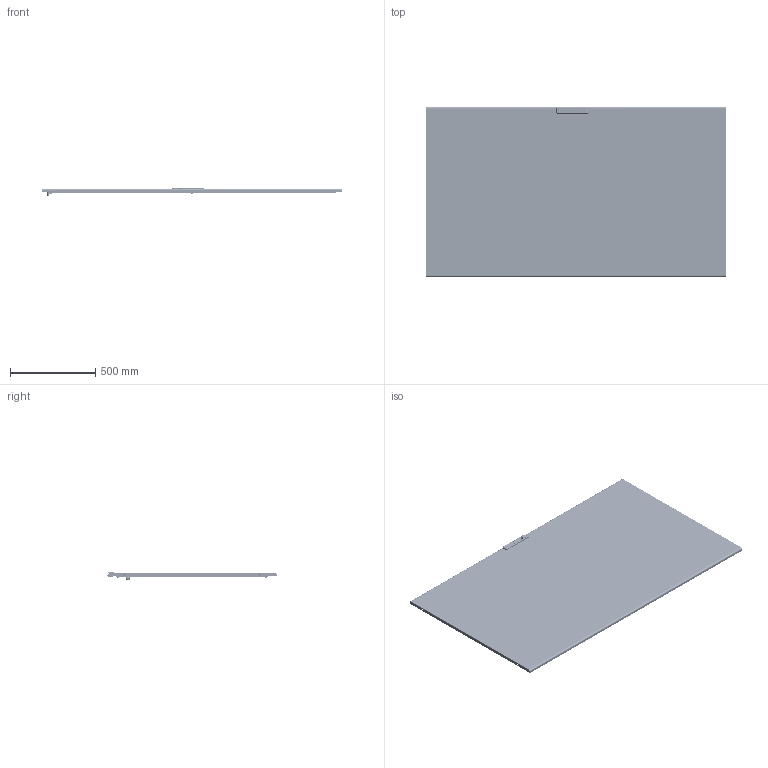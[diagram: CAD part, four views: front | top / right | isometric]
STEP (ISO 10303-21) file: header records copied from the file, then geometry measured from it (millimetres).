
FILE_DESCRIPTION (( 'STEP AP203' ), '1' );
FILE_NAME ('1800x1000.step', '2011-02-16T12:15:34', ( 'User' ), ( 'DKC' ), 'SwSTEP 2.0', 'SolidWorks 2010', '' );
FILE_SCHEMA (( 'CONFIG_CONTROL_DESIGN' ));
Products named in the file (33): AC00C400 Quadro IP55 Guida aste_Default; sealant for sviluppo porta quadro_1800x1000; Montante verticale + Traversa orizzontale interno porta_Montante verticale 1800; Montante verticale + Traversa orizzontale interno porta_Traversa orizzontale-verticale 1000; Sviluppo porta quadro_1800x1000; 1800x1000; Sealing ring; Ingranaggio per cariglione modificated_AC00C388; basetta esterna_AC00C506; Çåðêàëüíî îòðàçèòüterminator for door.SLDPRT1; Çåðêàëüíî îòðàçèòüribattino AC00C377; end-cap_AC00C061; AC00C183_Default; Çåðêàëüíî îòðàçèòüboccola AC00C378; Çåðêàëüíî îòðàçèòüterminator for door.SLDPRT; Tappo_?????; Nut M6_Hexagon Nut ISO - 4034 - M6 - S; Hex Flange Bolt M6x10_ISO 4162 - M6 x 12 x 12-S; terminator for door.SLDPRT; Wood screw 4.2x13_Tapping screw DIN 7049-ST4.2x13-F-H-S; Sostegno autoallineante per porta AC00C446; ribattino AC00C377; land; maniglia RAM BLOCK modificated_AC00C505; hinge AC00C170_Default; RAMBLOCK montata modificated_Default; AC00C184 dado telaio interno porta_Default; ASTINA Inferiore_1800; linguetta_AC00C387; ASTINA Superiore_1800; boccola AC00C378; inserto chiave per maniglia RAM BLOCK_AC00C389; distanziale di gomma per RAM BLOCK_Default
Assembly tree (76 placements, depth 3):
  1800x1000
    ASTINA Superiore_1800
    hinge AC00C170_Default  x4
    land  x14
    Wood screw 4.2x13_Tapping screw DIN 7049-ST4.2x13-F-H-S  x5
    ASTINA Inferiore_1800
    Nut M6_Hexagon Nut ISO - 4034 - M6 - S  x4
    Sostegno autoallineante per porta AC00C446
    AC00C183_Default  x4
    AC00C184 dado telaio interno porta_Default  x8
    AC00C400 Quadro IP55 Guida aste_Default  x4
    Montante verticale + Traversa orizzontale interno porta_Traversa orizzontale-verticale 1000  x2
    end-cap_AC00C061  x2
    terminator for door.SLDPRT  x2
      ribattino AC00C377
      boccola AC00C378
    Tappo_?????  x2
    distanziale di gomma per RAM BLOCK_Default  x2
    Çåðêàëüíî îòðàçèòüterminator for door.SLDPRT1
      Çåðêàëüíî îòðàçèòüribattino AC00C377
      Çåðêàëüíî îòðàçèòüboccola AC00C378
    Montante verticale + Traversa orizzontale interno porta_Montante verticale 1800  x2
    RAMBLOCK montata modificated_Default
      basetta esterna_AC00C506
      inserto chiave per maniglia RAM BLOCK_AC00C389
      Ingranaggio per cariglione modificated_AC00C388
      maniglia RAM BLOCK modificated_AC00C505
      Sealing ring
    linguetta_AC00C387
    Çåðêàëüíî îòðàçèòüterminator for door.SLDPRT
      Çåðêàëüíî îòðàçèòüribattino AC00C377
      Çåðêàëüíî îòðàçèòüboccola AC00C378
    sealant for sviluppo porta quadro_1800x1000
    Sviluppo porta quadro_1800x1000
    Hex Flange Bolt M6x10_ISO 4162 - M6 x 12 x 12-S
Bounding box: 1755 x 994 x 52.65 mm (x, y, z)
Volume: 4789213.8 mm3; surface area: 4797674.4 mm2
Topology: 87 solids, 87 shells, 9141 faces, 25462 edges, 16608 vertices
Faces by surface type: bspline 3993, cylinder 2410, plane 2187, cone 473, torus 60, sphere 18
Entity records: 88225 total; most frequent: CARTESIAN_POINT 31113, ORIENTED_EDGE 11538, DIRECTION 10131, EDGE_CURVE 5769, VERTEX_POINT 3704, AXIS2_PLACEMENT_3D 3616, VECTOR 2899, LINE 2899
